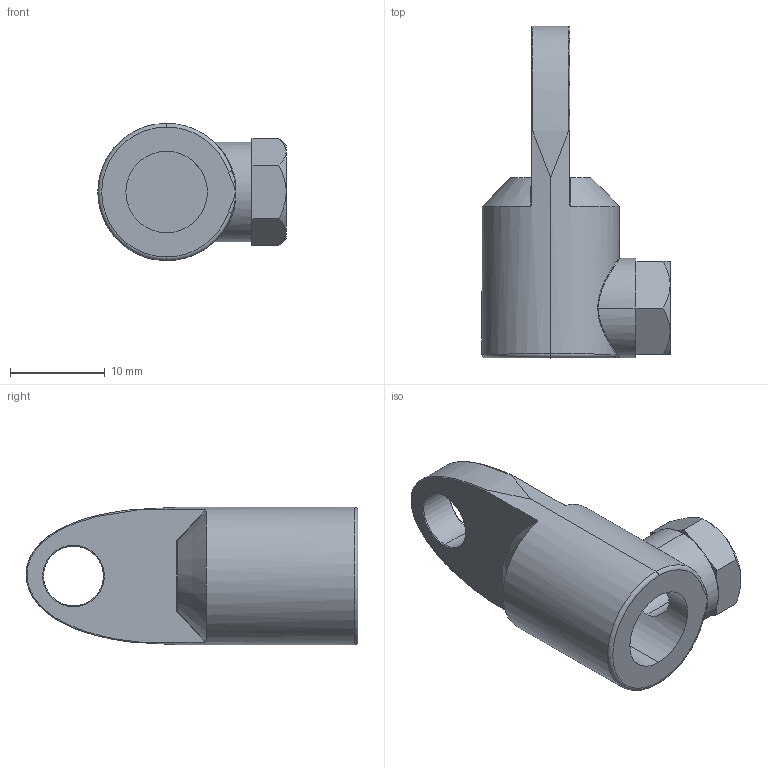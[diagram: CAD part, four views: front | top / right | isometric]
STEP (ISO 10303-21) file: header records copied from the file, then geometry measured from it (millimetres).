
FILE_DESCRIPTION (( 'STEP AP214' ), '1' );
FILE_NAME ('Connecting Rod Handle Zinc Alloy M6 Screw.STEP', '2022-03-17T23:55:20', ( '' ), ( '' ), 'SwSTEP 2.0', 'SolidWorks 2021', '' );
FILE_SCHEMA (( 'AUTOMOTIVE_DESIGN' ));
Length unit declared in the file: millimetre
Products named in the file (1): Connecting Rod Handle Zinc Alloy M6 Screw
Bounding box: 19.85 x 35 x 14.5 mm (x, y, z)
Volume: 3043.1 mm3; surface area: 2474.6 mm2
Topology: 2 solids, 2 shells, 62 faces, 156 edges, 96 vertices
Faces by surface type: plane 16, cylinder 14, bspline 14, torus 9, cone 9
Entity records: 3095 total; most frequent: CARTESIAN_POINT 1709, ORIENTED_EDGE 304, DIRECTION 243, EDGE_CURVE 152, AXIS2_PLACEMENT_3D 102, VERTEX_POINT 96, EDGE_LOOP 68, FACE_OUTER_BOUND 62
